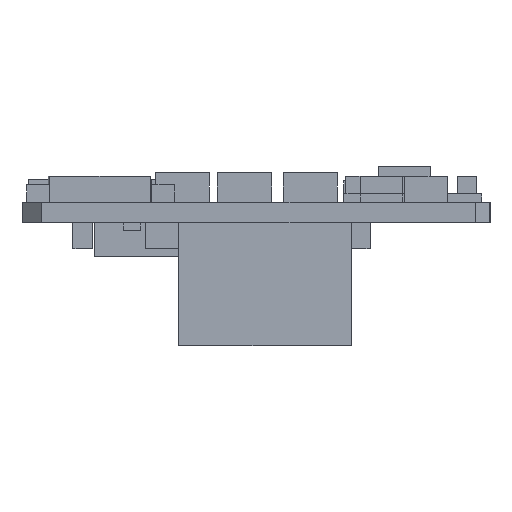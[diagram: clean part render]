
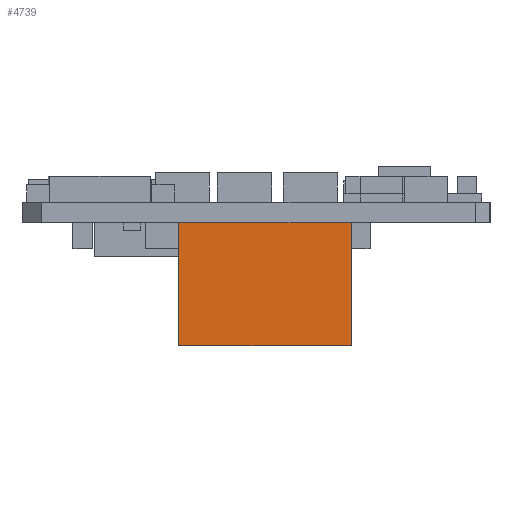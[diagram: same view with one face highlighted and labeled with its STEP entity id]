
A CAD part, left-side view. The second image highlights one B-rep face of the part: STEP entity #4739.
In plain terms, the highlighted planar face has unit normal (-1, 0, 0).
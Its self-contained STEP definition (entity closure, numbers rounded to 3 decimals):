
#201 = VERTEX_POINT ( 'NONE', #9187 ) ;
#306 = LINE ( 'NONE', #1366, #16782 ) ;
#870 = LINE ( 'NONE', #9632, #7367 ) ;
#928 = ORIENTED_EDGE ( 'NONE', *, *, #7021, .F. ) ;
#1366 = CARTESIAN_POINT ( 'NONE',  ( 25.527, 46.037, -9.525 ) ) ;
#1521 = CARTESIAN_POINT ( 'NONE',  ( 25.527, 46.037, -9.525 ) ) ;
#2638 = EDGE_CURVE ( 'NONE', #9769, #201, #4997, .T. ) ;
#2654 = DIRECTION ( 'NONE',  ( 0., 0., 1. ) ) ;
#2773 = PLANE ( 'NONE',  #3385 ) ;
#2828 = DIRECTION ( 'NONE',  ( 0., 0., 1. ) ) ;
#3344 = LINE ( 'NONE', #5397, #9852 ) ;
#3385 = AXIS2_PLACEMENT_3D ( 'NONE', #1521, #10632, #2828 ) ;
#4739 = ADVANCED_FACE ( 'NONE', ( #9641 ), #2773, .T. ) ;
#4997 = LINE ( 'NONE', #7452, #11925 ) ;
#5151 = VERTEX_POINT ( 'NONE', #12486 ) ;
#5397 = CARTESIAN_POINT ( 'NONE',  ( 25.527, 46.037, -9.525 ) ) ;
#5899 = ORIENTED_EDGE ( 'NONE', *, *, #2638, .F. ) ;
#6153 = ORIENTED_EDGE ( 'NONE', *, *, #12203, .T. ) ;
#6679 = CARTESIAN_POINT ( 'NONE',  ( 25.527, 59.372, -9.525 ) ) ;
#6704 = DIRECTION ( 'NONE',  ( 0., -1., 0. ) ) ;
#7021 = EDGE_CURVE ( 'NONE', #201, #5151, #870, .T. ) ;
#7367 = VECTOR ( 'NONE', #9697, 1000. ) ;
#7452 = CARTESIAN_POINT ( 'NONE',  ( 25.527, 59.372, -9.525 ) ) ;
#9187 = CARTESIAN_POINT ( 'NONE',  ( 25.527, 59.372, 0. ) ) ;
#9632 = CARTESIAN_POINT ( 'NONE',  ( 25.527, 46.037, 0. ) ) ;
#9641 = FACE_OUTER_BOUND ( 'NONE', #12541, .T. ) ;
#9697 = DIRECTION ( 'NONE',  ( 0., -1., 0. ) ) ;
#9769 = VERTEX_POINT ( 'NONE', #6679 ) ;
#9852 = VECTOR ( 'NONE', #6704, 1000. ) ;
#9973 = ORIENTED_EDGE ( 'NONE', *, *, #15979, .T. ) ;
#10184 = VERTEX_POINT ( 'NONE', #15331 ) ;
#10632 = DIRECTION ( 'NONE',  ( -1., 0., 0. ) ) ;
#11925 = VECTOR ( 'NONE', #16561, 1000. ) ;
#12203 = EDGE_CURVE ( 'NONE', #10184, #5151, #306, .T. ) ;
#12486 = CARTESIAN_POINT ( 'NONE',  ( 25.527, 46.037, 0. ) ) ;
#12541 = EDGE_LOOP ( 'NONE', ( #928, #5899, #9973, #6153 ) ) ;
#15331 = CARTESIAN_POINT ( 'NONE',  ( 25.527, 46.037, -9.525 ) ) ;
#15979 = EDGE_CURVE ( 'NONE', #9769, #10184, #3344, .T. ) ;
#16561 = DIRECTION ( 'NONE',  ( 0., 0., 1. ) ) ;
#16782 = VECTOR ( 'NONE', #2654, 1000. ) ;
